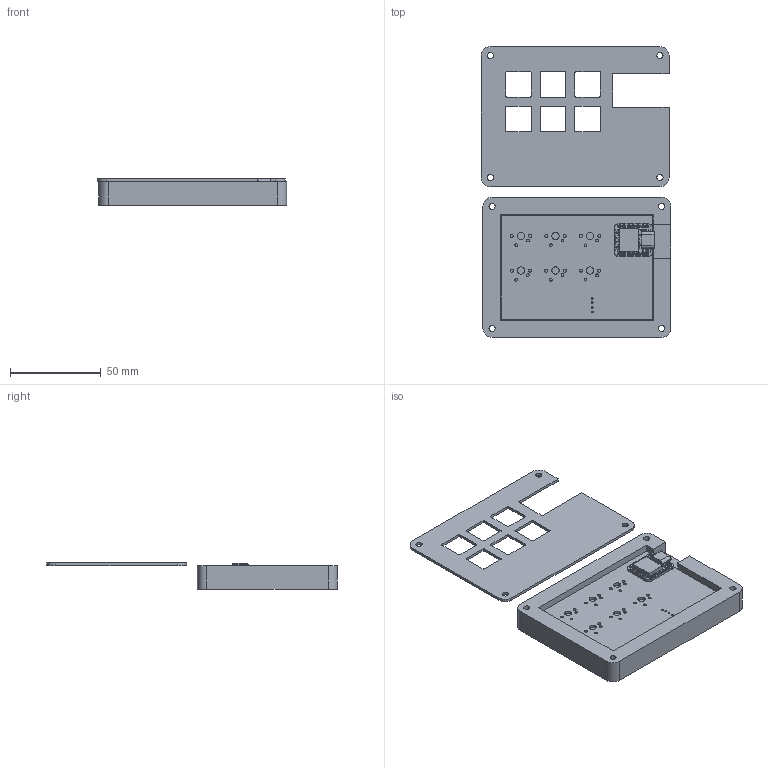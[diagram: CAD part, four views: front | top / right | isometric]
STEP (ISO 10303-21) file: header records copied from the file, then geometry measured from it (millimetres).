
FILE_DESCRIPTION(/* description */ (''),/* implementation_level */ '2;1');
FILE_NAME(/* name */ 'Shortcut Macropad.step',/* time_stamp */ '2026-01-02T06:53:07-05:00',/* author */ (''),/* organization */ (''),/* preprocessor_version */ 'ST-DEVELOPER v20.1',/* originating_system */ 'Autodesk Translation Framework v14.21.0.0',/* authorisation */ '');
FILE_SCHEMA (('AUTOMOTIVE_DESIGN { 1 0 10303 214 3 1 1 }'));
Length unit declared in the file: millimetre
Products named in the file (17): 2026-01-02-06-31-14-201; 2026-01-02-11-33-49-525; 2026-01-02-11-33-49-526; 2026-01-02-11-33-54-933; 2026-01-02-11-39-07-978; 2026-01-02-11-39-07-979; 2026-01-02-11-48-28-569; 2026-01-02-11-48-28-570; 2026-01-02-11-48-28-571; 2026-01-02-11-48-28-572; 2026-01-02-11-48-28-573; 2026-01-02-11-48-28-574; 2026-01-02-11-48-28-575; 2026-01-02-11-48-28-576; 2026-01-02-11-48-28-577; 2026-01-02-11-48-28-578; 2026-01-02-11-48-28-579
Assembly tree (16 placements, depth 5):
  2026-01-02-06-31-14-201
    2026-01-02-11-33-49-525
      2026-01-02-11-33-49-526
    2026-01-02-11-33-54-933
    2026-01-02-11-39-07-978
      2026-01-02-11-39-07-979
    2026-01-02-11-48-28-569
      2026-01-02-11-48-28-570
        2026-01-02-11-48-28-571
        2026-01-02-11-48-28-572
        2026-01-02-11-48-28-573
        2026-01-02-11-48-28-574
        2026-01-02-11-48-28-575
        2026-01-02-11-48-28-576
        2026-01-02-11-48-28-577
          2026-01-02-11-48-28-578
          2026-01-02-11-48-28-579
Bounding box: 104.28 x 160.34 x 14.56 mm (x, y, z)
Volume: 69257.3 mm3; surface area: 49652.5 mm2
Topology: 46 solids, 46 shells, 1351 faces, 3633 edges, 2417 vertices
Faces by surface type: plane 730, cylinder 348, bspline 273
Full cylindrical faces by diameter (mm): 0.203 x98, 0.529 x2, 0.572 x8, 0.6 x2, 0.75 x13, 0.889 x14, 1 x7, 1.1 x2, 1.5 x12, 1.7 x12, 1.81 x2, 3.4 x8, 4 x6, 6 x4
Entity records: 46517 total; most frequent: CARTESIAN_POINT 12184, ORIENTED_EDGE 7266, DIRECTION 6054, EDGE_CURVE 3633, VERTEX_POINT 2417, LINE 2400, VECTOR 2400, AXIS2_PLACEMENT_3D 1827
